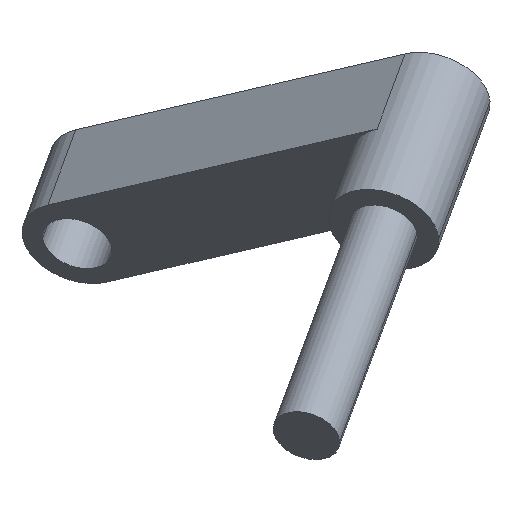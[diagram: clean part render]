
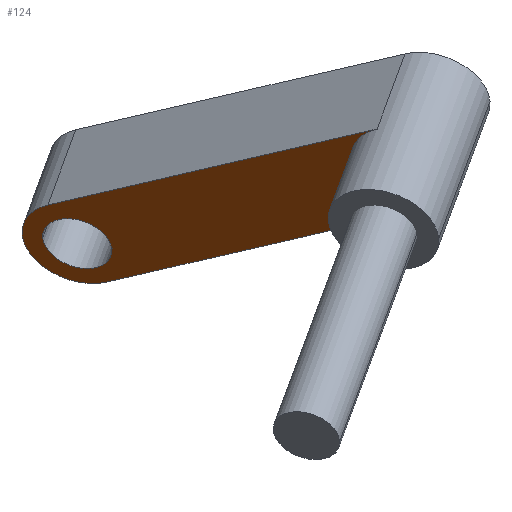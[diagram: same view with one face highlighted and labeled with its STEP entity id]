
A CAD part, isometric view. The second image highlights one B-rep face of the part: STEP entity #124.
In plain terms, the highlighted planar face has unit normal (-0.854, -0.474, -0.216).
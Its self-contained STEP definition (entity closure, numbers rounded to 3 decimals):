
#10 = CARTESIAN_POINT ( 'NONE',  ( 37.341, 12.96, -64.147 ) ) ;
#13 = DIRECTION ( 'NONE',  ( 0.334, -0.816, 0.471 ) ) ;
#14 = VECTOR ( 'NONE', #13, 1000. ) ;
#16 = DIRECTION ( 'NONE',  ( 0.854, 0.474, 0.216 ) ) ;
#22 = VERTEX_POINT ( 'NONE', #68 ) ;
#31 = ORIENTED_EDGE ( 'NONE', *, *, #410, .T. ) ;
#44 = DIRECTION ( 'NONE',  ( 0.334, -0.816, 0.471 ) ) ;
#46 = FACE_OUTER_BOUND ( 'NONE', #65, .T. ) ;
#48 = AXIS2_PLACEMENT_3D ( 'NONE', #363, #118, #108 ) ;
#49 = DIRECTION ( 'NONE',  ( -0.485, 0.874, 0. ) ) ;
#65 = EDGE_LOOP ( 'NONE', ( #190, #271, #31, #380, #246 ) ) ;
#68 = CARTESIAN_POINT ( 'NONE',  ( 31.115, 33.335, -84.275 ) ) ;
#69 = AXIS2_PLACEMENT_3D ( 'NONE', #401, #16, #49 ) ;
#76 = CARTESIAN_POINT ( 'NONE',  ( 31.115, 33.335, -84.275 ) ) ;
#85 = VECTOR ( 'NONE', #44, 1000. ) ;
#108 = DIRECTION ( 'NONE',  ( -0.485, 0.874, 0. ) ) ;
#115 = FACE_BOUND ( 'NONE', #338, .T. ) ;
#118 = DIRECTION ( 'NONE',  ( 0.854, 0.474, 0.216 ) ) ;
#119 = DIRECTION ( 'NONE',  ( -0.485, 0.874, 0. ) ) ;
#124 = ADVANCED_FACE ( 'NONE', ( #115, #46 ), #438, .F. ) ;
#126 = AXIS2_PLACEMENT_3D ( 'NONE', #437, #148, #323 ) ;
#132 = DIRECTION ( 'NONE',  ( -0.485, 0.874, 0. ) ) ;
#133 = CIRCLE ( 'NONE', #352, 4. ) ;
#148 = DIRECTION ( 'NONE',  ( 0.854, 0.474, 0.216 ) ) ;
#183 = LINE ( 'NONE', #297, #85 ) ;
#190 = ORIENTED_EDGE ( 'NONE', *, *, #377, .T. ) ;
#198 = CARTESIAN_POINT ( 'NONE',  ( 36.997, 15.137, -67.568 ) ) ;
#199 = VERTEX_POINT ( 'NONE', #198 ) ;
#205 = CIRCLE ( 'NONE', #69, 4. ) ;
#214 = CIRCLE ( 'NONE', #327, 4. ) ;
#225 = CARTESIAN_POINT ( 'NONE',  ( 38.939, 11.64, -67.568 ) ) ;
#242 = DIRECTION ( 'NONE',  ( 0.854, 0.474, 0.216 ) ) ;
#246 = ORIENTED_EDGE ( 'NONE', *, *, #353, .F. ) ;
#255 = CARTESIAN_POINT ( 'NONE',  ( 28.303, 36.841, -80.854 ) ) ;
#257 = CIRCLE ( 'NONE', #48, 2.5 ) ;
#265 = EDGE_CURVE ( 'NONE', #289, #199, #133, .T. ) ;
#271 = ORIENTED_EDGE ( 'NONE', *, *, #265, .T. ) ;
#289 = VERTEX_POINT ( 'NONE', #317 ) ;
#290 = DIRECTION ( 'NONE',  ( -0.485, 0.874, 0. ) ) ;
#293 = CIRCLE ( 'NONE', #126, 2.5 ) ;
#297 = CARTESIAN_POINT ( 'NONE',  ( 27.919, 35.976, -77.433 ) ) ;
#303 = VERTEX_POINT ( 'NONE', #426 ) ;
#317 = CARTESIAN_POINT ( 'NONE',  ( 40.537, 10.319, -70.989 ) ) ;
#323 = DIRECTION ( 'NONE',  ( -0.485, 0.874, 0. ) ) ;
#327 = AXIS2_PLACEMENT_3D ( 'NONE', #225, #432, #290 ) ;
#328 = CARTESIAN_POINT ( 'NONE',  ( 29.517, 34.655, -80.854 ) ) ;
#331 = EDGE_CURVE ( 'NONE', #412, #361, #183, .T. ) ;
#333 = LINE ( 'NONE', #76, #14 ) ;
#338 = EDGE_LOOP ( 'NONE', ( #420, #430 ) ) ;
#352 = AXIS2_PLACEMENT_3D ( 'NONE', #423, #242, #132 ) ;
#353 = EDGE_CURVE ( 'NONE', #22, #412, #205, .T. ) ;
#361 = VERTEX_POINT ( 'NONE', #10 ) ;
#362 = EDGE_CURVE ( 'NONE', #303, #448, #293, .T. ) ;
#363 = CARTESIAN_POINT ( 'NONE',  ( 29.517, 34.655, -80.854 ) ) ;
#365 = EDGE_CURVE ( 'NONE', #448, #303, #257, .T. ) ;
#377 = EDGE_CURVE ( 'NONE', #22, #289, #333, .T. ) ;
#380 = ORIENTED_EDGE ( 'NONE', *, *, #331, .F. ) ;
#400 = AXIS2_PLACEMENT_3D ( 'NONE', #328, #436, #119 ) ;
#401 = CARTESIAN_POINT ( 'NONE',  ( 29.517, 34.655, -80.854 ) ) ;
#410 = EDGE_CURVE ( 'NONE', #199, #361, #214, .T. ) ;
#412 = VERTEX_POINT ( 'NONE', #435 ) ;
#420 = ORIENTED_EDGE ( 'NONE', *, *, #365, .T. ) ;
#423 = CARTESIAN_POINT ( 'NONE',  ( 38.939, 11.64, -67.568 ) ) ;
#426 = CARTESIAN_POINT ( 'NONE',  ( 30.731, 32.469, -80.854 ) ) ;
#430 = ORIENTED_EDGE ( 'NONE', *, *, #362, .T. ) ;
#432 = DIRECTION ( 'NONE',  ( 0.854, 0.474, 0.216 ) ) ;
#435 = CARTESIAN_POINT ( 'NONE',  ( 27.919, 35.976, -77.433 ) ) ;
#436 = DIRECTION ( 'NONE',  ( 0.854, 0.474, 0.216 ) ) ;
#437 = CARTESIAN_POINT ( 'NONE',  ( 29.517, 34.655, -80.854 ) ) ;
#438 = PLANE ( 'NONE',  #400 ) ;
#448 = VERTEX_POINT ( 'NONE', #255 ) ;
